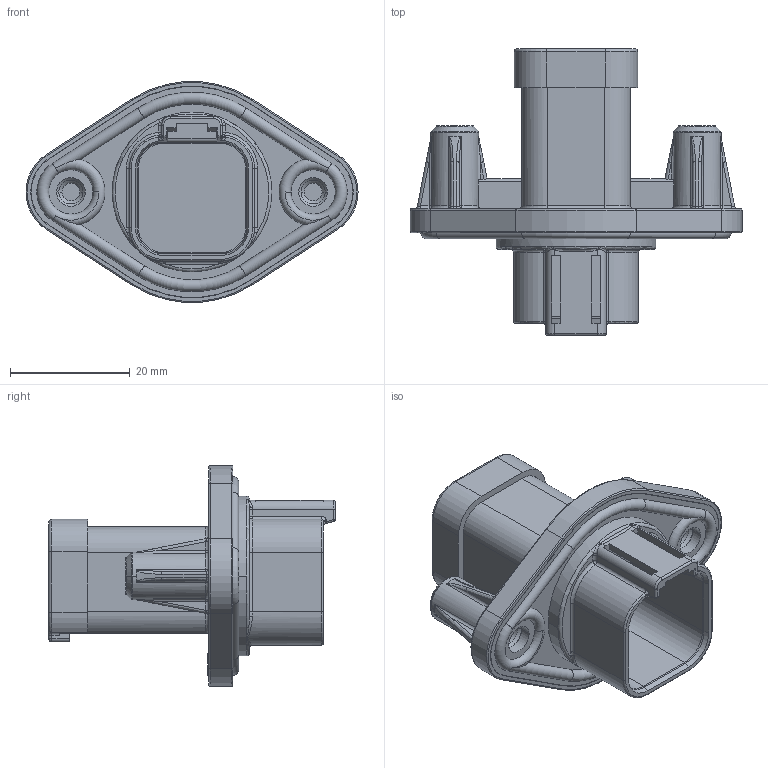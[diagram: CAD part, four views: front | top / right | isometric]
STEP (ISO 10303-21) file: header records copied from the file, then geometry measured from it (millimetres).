
FILE_DESCRIPTION((''),'2;1');
FILE_NAME('26-80426-06','2016-02-25T',('Orion.Li'),(''),'PRO/ENGINEER BY PARAMETRIC TECHNOLOGY CORPORATION, 2013230','PRO/ENGINEER BY PARAMETRIC TECHNOLOGY CORPORATION, 2013230','');
FILE_SCHEMA(('CONFIG_CONTROL_DESIGN'));
Length unit declared in the file: millimetre
Products named in the file (1): 26-80426-06
Bounding box: 55.5 x 47.9 x 36.88 mm (x, y, z)
Volume: 16329.8 mm3; surface area: 10142.3 mm2
Topology: 1 solids, 1 shells, 1342 faces, 3514 edges, 2252 vertices
Faces by surface type: plane 802, cylinder 176, extrusion 119, torus 102, bspline 97, cone 24, sphere 22
Entity records: 47299 total; most frequent: CARTESIAN_POINT 15080, ORIENTED_EDGE 7028, DIRECTION 6022, EDGE_CURVE 3514, VECTOR 2548, LINE 2429, VERTEX_POINT 2252, AXIS2_PLACEMENT_3D 1737
